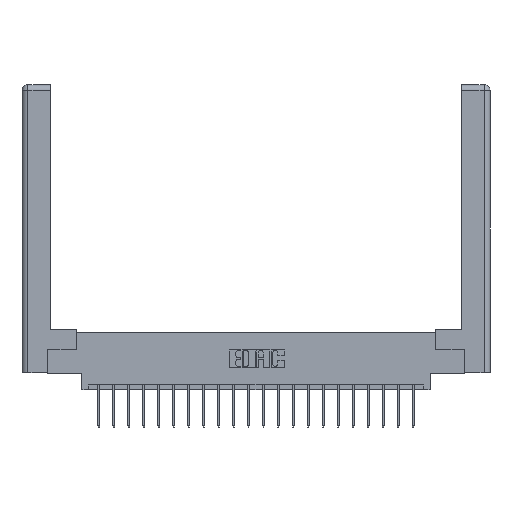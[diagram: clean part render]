
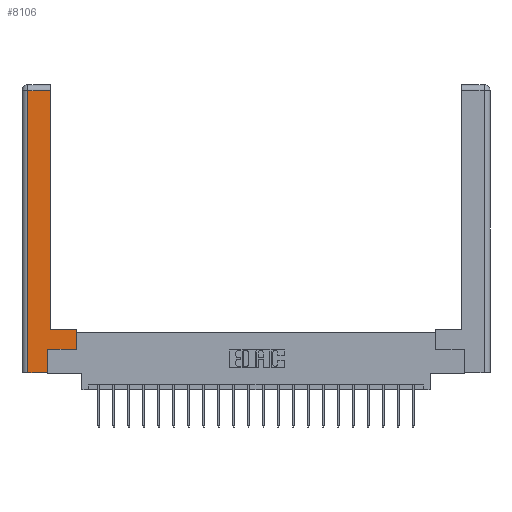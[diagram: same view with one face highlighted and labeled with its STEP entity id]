
A CAD part, top view. The second image highlights one B-rep face of the part: STEP entity #8106.
In plain terms, the highlighted planar face has unit normal (0, 0, 1).
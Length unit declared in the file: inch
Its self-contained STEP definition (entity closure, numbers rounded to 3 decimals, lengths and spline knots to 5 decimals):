
#289 = CARTESIAN_POINT ( 'NONE',  ( 0.265, 0.245, 0. ) ) ;
#398 = EDGE_CURVE ( 'NONE', #16168, #15036, #16135, .T. ) ;
#459 = EDGE_CURVE ( 'NONE', #20187, #16168, #6875, .T. ) ;
#505 = DIRECTION ( 'NONE',  ( 0., 1., 0. ) ) ;
#579 = CARTESIAN_POINT ( 'NONE',  ( 0.265, 0., 0. ) ) ;
#681 = LINE ( 'NONE', #579, #18606 ) ;
#1170 = CARTESIAN_POINT ( 'NONE',  ( 0.565, 0.45, 0. ) ) ;
#1253 = DIRECTION ( 'NONE',  ( 0., 1., 0. ) ) ;
#2070 = DIRECTION ( 'NONE',  ( 1., 0., 0. ) ) ;
#3047 = DIRECTION ( 'NONE',  ( 0., -1., 0. ) ) ;
#3344 = CARTESIAN_POINT ( 'NONE',  ( 0.565, 0.245, 0. ) ) ;
#3632 = ORIENTED_EDGE ( 'NONE', *, *, #13122, .T. ) ;
#3888 = CARTESIAN_POINT ( 'NONE',  ( 0.565, 0.245, 0. ) ) ;
#4363 = DIRECTION ( 'NONE',  ( 0., 1., 0. ) ) ;
#4419 = VECTOR ( 'NONE', #3047, 39.37008 ) ;
#4596 = CARTESIAN_POINT ( 'NONE',  ( 0.0615, 2.94, 0. ) ) ;
#4871 = PLANE ( 'NONE',  #6076 ) ;
#4977 = ORIENTED_EDGE ( 'NONE', *, *, #398, .T. ) ;
#6076 = AXIS2_PLACEMENT_3D ( 'NONE', #8264, #17067, #16769 ) ;
#6828 = VECTOR ( 'NONE', #4363, 39.37008 ) ;
#6875 = LINE ( 'NONE', #289, #12332 ) ;
#6932 = VECTOR ( 'NONE', #16899, 39.37008 ) ;
#7656 = CARTESIAN_POINT ( 'NONE',  ( 0.265, 0.245, 0. ) ) ;
#7720 = ORIENTED_EDGE ( 'NONE', *, *, #21705, .T. ) ;
#7789 = ORIENTED_EDGE ( 'NONE', *, *, #19865, .T. ) ;
#7958 = LINE ( 'NONE', #21653, #6828 ) ;
#8037 = CARTESIAN_POINT ( 'NONE',  ( 0.0615, 0., 0. ) ) ;
#8093 = EDGE_LOOP ( 'NONE', ( #17396, #15538, #7720, #7789, #12375, #4977, #3632, #18668 ) ) ;
#8106 = ADVANCED_FACE ( 'NONE', ( #8898 ), #4871, .F. ) ;
#8264 = CARTESIAN_POINT ( 'NONE',  ( 0., 0., 0. ) ) ;
#8336 = CARTESIAN_POINT ( 'NONE',  ( 0.0615, 2.94, 0. ) ) ;
#8554 = CARTESIAN_POINT ( 'NONE',  ( 0.0615, 0., 0. ) ) ;
#8649 = DIRECTION ( 'NONE',  ( 1., 0., 0. ) ) ;
#8898 = FACE_OUTER_BOUND ( 'NONE', #8093, .T. ) ;
#8991 = CARTESIAN_POINT ( 'NONE',  ( 0.295, 0.45, 0. ) ) ;
#9687 = VERTEX_POINT ( 'NONE', #4596 ) ;
#10057 = VERTEX_POINT ( 'NONE', #10254 ) ;
#10254 = CARTESIAN_POINT ( 'NONE',  ( 0.565, 0.45, 0. ) ) ;
#10325 = VECTOR ( 'NONE', #1253, 39.37008 ) ;
#10489 = LINE ( 'NONE', #8554, #4419 ) ;
#10533 = VERTEX_POINT ( 'NONE', #11648 ) ;
#11648 = CARTESIAN_POINT ( 'NONE',  ( 0.295, 2.94, 0. ) ) ;
#12152 = CARTESIAN_POINT ( 'NONE',  ( 0.265, 0., 0. ) ) ;
#12332 = VECTOR ( 'NONE', #505, 39.37008 ) ;
#12375 = ORIENTED_EDGE ( 'NONE', *, *, #459, .T. ) ;
#12376 = VECTOR ( 'NONE', #16894, 39.37008 ) ;
#12518 = VERTEX_POINT ( 'NONE', #8991 ) ;
#13122 = EDGE_CURVE ( 'NONE', #15036, #10057, #15985, .T. ) ;
#13184 = LINE ( 'NONE', #18049, #12376 ) ;
#13493 = LINE ( 'NONE', #8336, #6932 ) ;
#15036 = VERTEX_POINT ( 'NONE', #3888 ) ;
#15538 = ORIENTED_EDGE ( 'NONE', *, *, #20646, .T. ) ;
#15985 = LINE ( 'NONE', #1170, #10325 ) ;
#16135 = LINE ( 'NONE', #3344, #20754 ) ;
#16168 = VERTEX_POINT ( 'NONE', #7656 ) ;
#16769 = DIRECTION ( 'NONE',  ( -1., 0., 0. ) ) ;
#16786 = VERTEX_POINT ( 'NONE', #8037 ) ;
#16894 = DIRECTION ( 'NONE',  ( -1., 0., 0. ) ) ;
#16899 = DIRECTION ( 'NONE',  ( -1., 0., 0. ) ) ;
#17067 = DIRECTION ( 'NONE',  ( 0., 0., -1. ) ) ;
#17396 = ORIENTED_EDGE ( 'NONE', *, *, #18445, .T. ) ;
#18049 = CARTESIAN_POINT ( 'NONE',  ( 0.295, 0.45, 0. ) ) ;
#18445 = EDGE_CURVE ( 'NONE', #12518, #10533, #7958, .T. ) ;
#18606 = VECTOR ( 'NONE', #2070, 39.37008 ) ;
#18668 = ORIENTED_EDGE ( 'NONE', *, *, #21536, .T. ) ;
#19865 = EDGE_CURVE ( 'NONE', #16786, #20187, #681, .T. ) ;
#20187 = VERTEX_POINT ( 'NONE', #12152 ) ;
#20646 = EDGE_CURVE ( 'NONE', #10533, #9687, #13493, .T. ) ;
#20754 = VECTOR ( 'NONE', #8649, 39.37008 ) ;
#21536 = EDGE_CURVE ( 'NONE', #10057, #12518, #13184, .T. ) ;
#21653 = CARTESIAN_POINT ( 'NONE',  ( 0.295, 3., 0. ) ) ;
#21705 = EDGE_CURVE ( 'NONE', #9687, #16786, #10489, .T. ) ;
